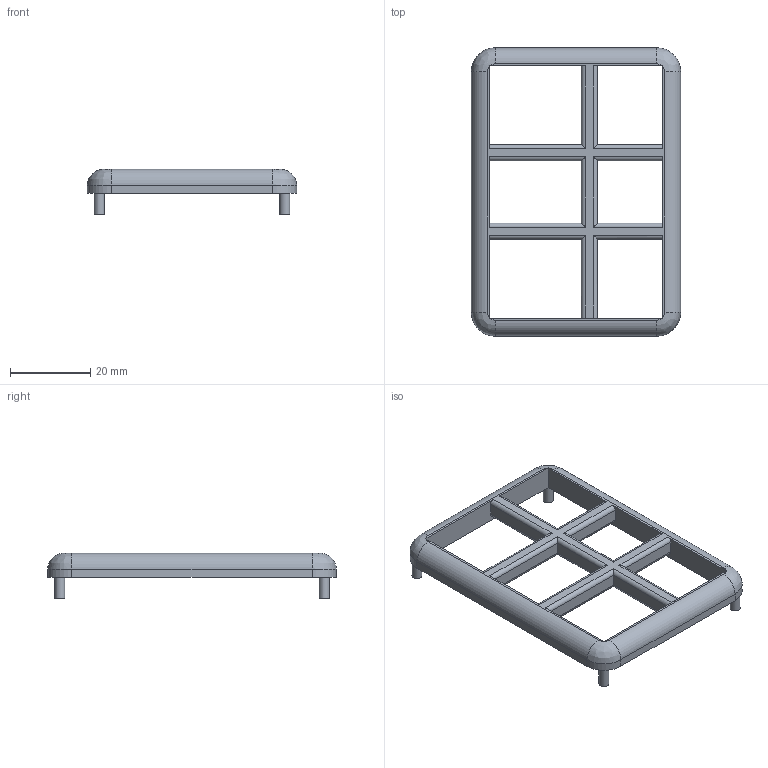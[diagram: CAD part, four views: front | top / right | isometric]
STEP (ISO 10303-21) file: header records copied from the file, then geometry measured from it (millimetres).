
FILE_DESCRIPTION(/* description */ (''),/* implementation_level */ '2;1');
FILE_NAME(/* name */ 'Saxpad_Top_Case.step',/* time_stamp */ '2026-02-07T20:20:40-06:00',/* author */ (''),/* organization */ (''),/* preprocessor_version */ 'ST-DEVELOPER v20.1',/* originating_system */ 'Autodesk Translation Framework v14.24.0.0',/* authorisation */ '');
FILE_SCHEMA (('AUTOMOTIVE_DESIGN { 1 0 10303 214 3 1 1 }'));
Length unit declared in the file: millimetre
Products named in the file (1): Saxpad_Top_Case
Bounding box: 52.16 x 71.85 x 11.3 mm (x, y, z)
Volume: 8040 mm3; surface area: 6616.3 mm2
Topology: 1 solids, 1 shells, 75 faces, 204 edges, 128 vertices
Faces by surface type: cylinder 40, plane 31, bspline 4
Full cylindrical faces by diameter (mm): 2.5 x4
Entity records: 2442 total; most frequent: CARTESIAN_POINT 464, DIRECTION 412, ORIENTED_EDGE 408, EDGE_CURVE 204, AXIS2_PLACEMENT_3D 144, VERTEX_POINT 128, LINE 124, VECTOR 124
